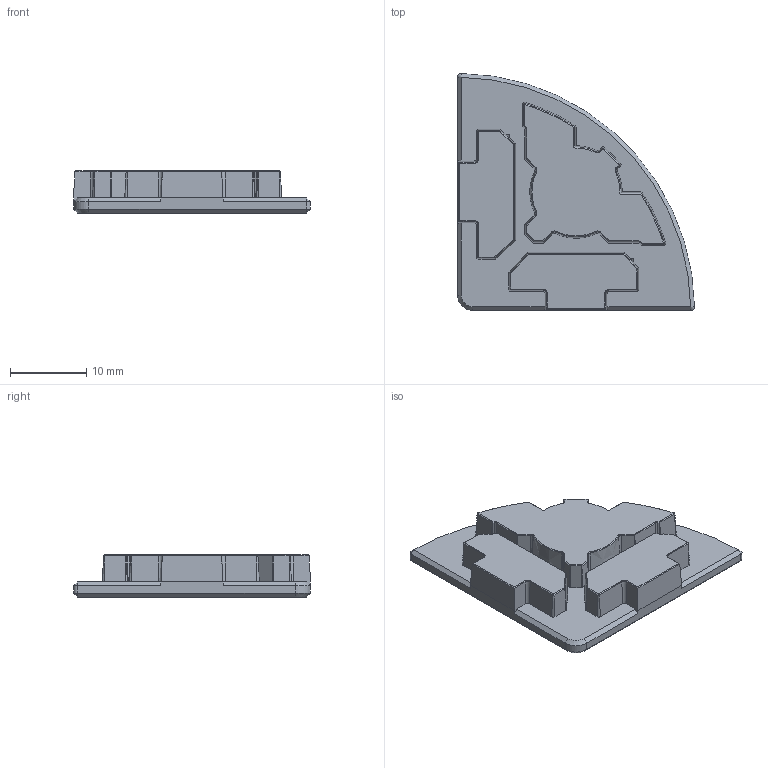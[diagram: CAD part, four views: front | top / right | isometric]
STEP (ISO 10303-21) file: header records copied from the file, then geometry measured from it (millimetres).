
FILE_DESCRIPTION (( 'STEP AP214' ), '1' );
FILE_NAME ('Tampa_Perfil_3030R.STEP', '2025-06-09T03:19:04', ( '' ), ( '' ), 'SwSTEP 2.0', 'SolidWorks 2024', '' );
FILE_SCHEMA (( 'AUTOMOTIVE_DESIGN' ));
Length unit declared in the file: millimetre
Products named in the file (1): Tampa_Perfil_3030R
Bounding box: 31 x 31 x 5.5 mm (x, y, z)
Volume: 2853.1 mm3; surface area: 2191.6 mm2
Topology: 1 solids, 1 shells, 212 faces, 524 edges, 309 vertices
Faces by surface type: cone 109, plane 99, cylinder 4
Entity records: 6205 total; most frequent: CARTESIAN_POINT 1148, DIRECTION 1088, ORIENTED_EDGE 1036, EDGE_CURVE 518, AXIS2_PLACEMENT_3D 377, VECTOR 334, LINE 334, VERTEX_POINT 309
